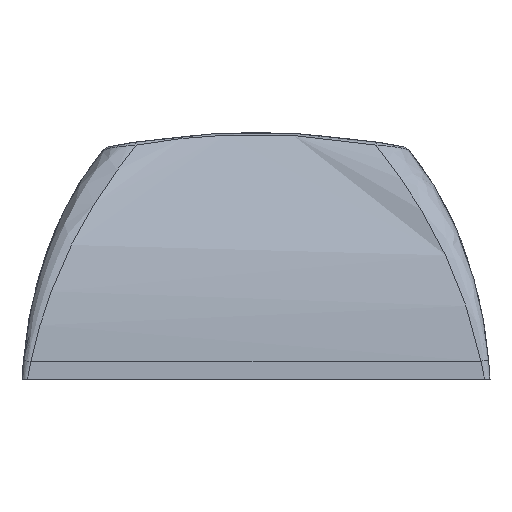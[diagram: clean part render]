
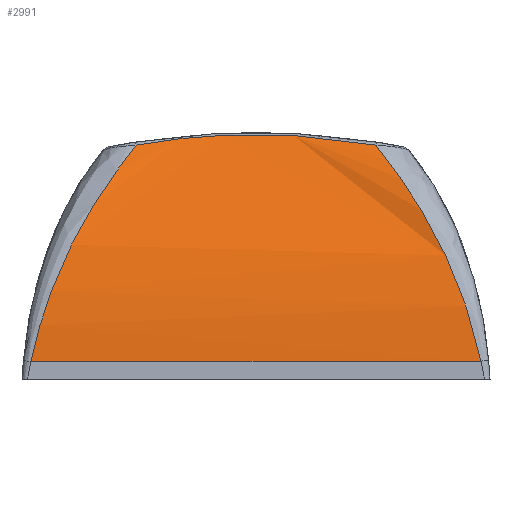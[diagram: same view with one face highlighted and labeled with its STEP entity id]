
A CAD part, left-side view. The second image highlights one B-rep face of the part: STEP entity #2991.
In plain terms, the highlighted free-form (B-spline) face has degree [3, 1] with [7, 2] control points.
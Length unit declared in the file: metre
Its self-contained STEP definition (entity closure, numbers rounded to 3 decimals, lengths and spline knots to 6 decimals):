
#35=B_SPLINE_SURFACE_WITH_KNOTS('',3,1,((#5939,#5940),(#5941,#5942),(#5943,
#5944),(#5945,#5946),(#5947,#5948),(#5949,#5950),(#5951,#5952)),
 .SURF_OF_LINEAR_EXTRUSION.,.F.,.F.,.F.,(4,1,1,1,4),(2,2),(0.,0.224064,
0.448128,0.672193,0.896257),(0.,1.),
 .UNSPECIFIED.);
#61=B_SPLINE_CURVE_WITH_KNOTS('',3,(#4983,#4984,#4985,#4986,#4987,#4988,
#4989,#4990),.UNSPECIFIED.,.F.,.F.,(4,1,1,1,1,4),(0.,0.25,0.5,0.625,0.75,
1.),.UNSPECIFIED.);
#79=B_SPLINE_CURVE_WITH_KNOTS('',3,(#5733,#5734,#5735,#5736,#5737,#5738,
#5739,#5740,#5741,#5742,#5743,#5744,#5745,#5746,#5747,#5748,#5749,#5750,
#5751,#5752,#5753,#5754,#5755),.UNSPECIFIED.,.F.,.F.,(4,1,1,1,1,1,1,1,1,
1,1,1,1,1,1,1,1,1,1,1,4),(0.,0.25,0.375,0.4375,0.5,0.5625,0.625,0.6875,
0.71875,0.734375,0.75,0.765625,0.78125,0.8125,0.84375,0.859375,0.875,0.890625,
0.90625,0.9375,1.),.UNSPECIFIED.);
#80=B_SPLINE_CURVE_WITH_KNOTS('',3,(#5840,#5841,#5842,#5843,#5844,#5845,
#5846,#5847,#5848,#5849,#5850,#5851,#5852,#5853,#5854,#5855,#5856,#5857,
#5858,#5859),.UNSPECIFIED.,.F.,.F.,(4,1,1,1,1,1,1,1,1,1,1,1,1,1,1,1,1,4),
(0.,0.0625,0.09375,0.125,0.1875,0.21875,0.234375,0.25,0.265625,0.28125,
0.3125,0.375,0.4375,0.5,0.5625,0.625,0.75,1.),.UNSPECIFIED.);
#895=ORIENTED_EDGE('',*,*,#1344,.T.);
#896=ORIENTED_EDGE('',*,*,#1311,.T.);
#897=ORIENTED_EDGE('',*,*,#1345,.T.);
#898=ORIENTED_EDGE('',*,*,#1351,.T.);
#1311=EDGE_CURVE('',#1600,#1596,#61,.T.);
#1344=EDGE_CURVE('',#1618,#1600,#79,.T.);
#1345=EDGE_CURVE('',#1596,#1621,#80,.T.);
#1351=EDGE_CURVE('',#1621,#1618,#1972,.T.);
#1596=VERTEX_POINT('',#4896);
#1600=VERTEX_POINT('',#4972);
#1618=VERTEX_POINT('',#5618);
#1621=VERTEX_POINT('',#5860);
#1972=LINE('',#5953,#2325);
#2325=VECTOR('',#3825,1.);
#2506=EDGE_LOOP('',(#895,#896,#897,#898));
#2690=FACE_BOUND('',#2506,.T.);
#2991=ADVANCED_FACE('',(#2690),#35,.T.);
#3825=DIRECTION('',(0.,-1.,0.));
#4896=CARTESIAN_POINT('',(0.07047,-0.023634,0.008964));
#4972=CARTESIAN_POINT('',(0.07047,-0.033008,0.008964));
#4983=CARTESIAN_POINT('',(0.07047,-0.033008,0.008964));
#4984=CARTESIAN_POINT('',(0.07062,-0.032162,0.009114));
#4985=CARTESIAN_POINT('',(0.07086,-0.030528,0.00932));
#4986=CARTESIAN_POINT('',(0.070964,-0.028653,0.009396));
#4987=CARTESIAN_POINT('',(0.070921,-0.02721,0.009364));
#4988=CARTESIAN_POINT('',(0.070798,-0.025681,0.009266));
#4989=CARTESIAN_POINT('',(0.070619,-0.024472,0.009113));
#4990=CARTESIAN_POINT('',(0.07047,-0.023634,0.008964));
#5618=CARTESIAN_POINT('',(0.06715,-0.03712,0.000513));
#5733=CARTESIAN_POINT('',(0.06715,-0.03712,0.000513));
#5734=CARTESIAN_POINT('',(0.067226,-0.036935,0.001387));
#5735=CARTESIAN_POINT('',(0.067424,-0.03659,0.002592));
#5736=CARTESIAN_POINT('',(0.067785,-0.036066,0.00392));
#5737=CARTESIAN_POINT('',(0.068023,-0.035739,0.004653));
#5738=CARTESIAN_POINT('',(0.068231,-0.035461,0.005223));
#5739=CARTESIAN_POINT('',(0.068411,-0.035225,0.005669));
#5740=CARTESIAN_POINT('',(0.068629,-0.034944,0.006169));
#5741=CARTESIAN_POINT('',(0.06883,-0.034694,0.006584));
#5742=CARTESIAN_POINT('',(0.068988,-0.034503,0.006885));
#5743=CARTESIAN_POINT('',(0.069078,-0.034396,0.007049));
#5744=CARTESIAN_POINT('',(0.06916,-0.034299,0.007196));
#5745=CARTESIAN_POINT('',(0.069195,-0.034258,0.007255));
#5746=CARTESIAN_POINT('',(0.069266,-0.034175,0.007377));
#5747=CARTESIAN_POINT('',(0.069362,-0.034065,0.007537));
#5748=CARTESIAN_POINT('',(0.069479,-0.033935,0.00772));
#5749=CARTESIAN_POINT('',(0.069589,-0.033817,0.007885));
#5750=CARTESIAN_POINT('',(0.069666,-0.033734,0.007998));
#5751=CARTESIAN_POINT('',(0.069797,-0.0336,0.00818));
#5752=CARTESIAN_POINT('',(0.069946,-0.033455,0.008375));
#5753=CARTESIAN_POINT('',(0.070198,-0.033222,0.008684));
#5754=CARTESIAN_POINT('',(0.070374,-0.033079,0.008869));
#5755=CARTESIAN_POINT('',(0.07047,-0.033008,0.008964));
#5840=CARTESIAN_POINT('',(0.07047,-0.023634,0.008964));
#5841=CARTESIAN_POINT('',(0.070373,-0.023562,0.008868));
#5842=CARTESIAN_POINT('',(0.070202,-0.023423,0.008687));
#5843=CARTESIAN_POINT('',(0.069941,-0.023184,0.008371));
#5844=CARTESIAN_POINT('',(0.069645,-0.02289,0.007977));
#5845=CARTESIAN_POINT('',(0.069413,-0.022635,0.00762));
#5846=CARTESIAN_POINT('',(0.069269,-0.02247,0.007383));
#5847=CARTESIAN_POINT('',(0.069195,-0.022384,0.007256));
#5848=CARTESIAN_POINT('',(0.06916,-0.022342,0.007196));
#5849=CARTESIAN_POINT('',(0.069078,-0.022246,0.00705));
#5850=CARTESIAN_POINT('',(0.068988,-0.022139,0.006885));
#5851=CARTESIAN_POINT('',(0.068831,-0.021948,0.006585));
#5852=CARTESIAN_POINT('',(0.06863,-0.021698,0.00617));
#5853=CARTESIAN_POINT('',(0.068411,-0.021417,0.00567));
#5854=CARTESIAN_POINT('',(0.068231,-0.021181,0.005224));
#5855=CARTESIAN_POINT('',(0.068023,-0.020903,0.004655));
#5856=CARTESIAN_POINT('',(0.067785,-0.020576,0.003922));
#5857=CARTESIAN_POINT('',(0.067425,-0.020052,0.002594));
#5858=CARTESIAN_POINT('',(0.067226,-0.019708,0.001388));
#5859=CARTESIAN_POINT('',(0.06715,-0.019522,0.000513));
#5860=CARTESIAN_POINT('',(0.06715,-0.019522,0.000513));
#5939=CARTESIAN_POINT('',(0.06715,-0.037226,0.000513));
#5940=CARTESIAN_POINT('',(0.06715,-0.019416,0.000513));
#5941=CARTESIAN_POINT('',(0.067212,-0.037226,0.001226));
#5942=CARTESIAN_POINT('',(0.067212,-0.019416,0.001226));
#5943=CARTESIAN_POINT('',(0.067418,-0.037226,0.00263));
#5944=CARTESIAN_POINT('',(0.067418,-0.019416,0.00263));
#5945=CARTESIAN_POINT('',(0.068025,-0.037226,0.004818));
#5946=CARTESIAN_POINT('',(0.068025,-0.019416,0.004818));
#5947=CARTESIAN_POINT('',(0.069083,-0.037226,0.007271));
#5948=CARTESIAN_POINT('',(0.069083,-0.019416,0.007271));
#5949=CARTESIAN_POINT('',(0.070249,-0.037226,0.008865));
#5950=CARTESIAN_POINT('',(0.070249,-0.019416,0.008865));
#5951=CARTESIAN_POINT('',(0.070997,-0.037226,0.009421));
#5952=CARTESIAN_POINT('',(0.070997,-0.019416,0.009421));
#5953=CARTESIAN_POINT('',(0.06715,-0.038421,0.000513));
